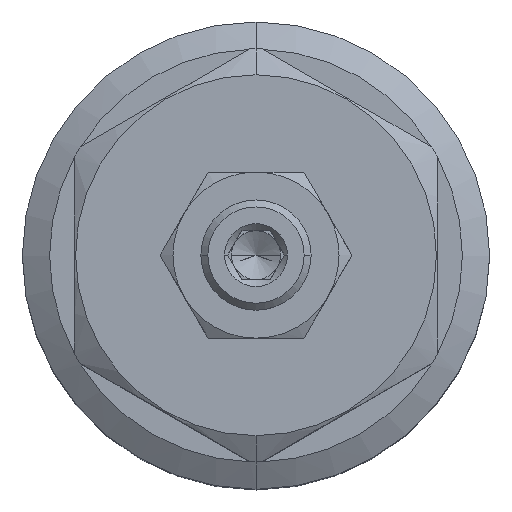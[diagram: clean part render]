
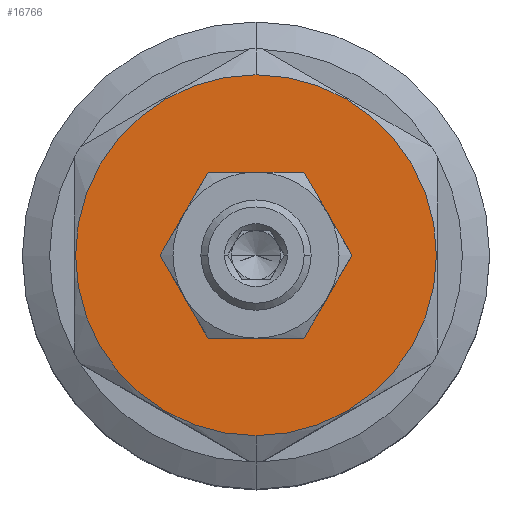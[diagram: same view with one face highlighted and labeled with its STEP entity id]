
A CAD part, top view. The second image highlights one B-rep face of the part: STEP entity #16766.
In plain terms, the highlighted planar face has unit normal (0, 0, 1).
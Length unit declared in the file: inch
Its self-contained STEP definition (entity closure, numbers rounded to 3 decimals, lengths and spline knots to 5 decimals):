
#7878=CARTESIAN_POINT('',(0.,0.,6.896));
#7879=DIRECTION('',(0.,0.,1.));
#7880=DIRECTION('',(0.,-1.,0.));
#7881=AXIS2_PLACEMENT_3D('',#7878,#7879,#7880);
#7883=CARTESIAN_POINT('',(0.,0.,6.896));
#7884=DIRECTION('',(0.,0.,1.));
#7885=DIRECTION('',(0.,1.,0.));
#7886=AXIS2_PLACEMENT_3D('',#7883,#7884,#7885);
#7888=CARTESIAN_POINT('',(0.,0.,6.896));
#7889=DIRECTION('',(0.,0.,1.));
#7890=DIRECTION('',(0.867,-0.498,0.));
#7891=AXIS2_PLACEMENT_3D('',#7888,#7889,#7890);
#7893=DIRECTION('',(-0.5,0.866,0.));
#7894=VECTOR('',#7893,0.00179);
#7895=CARTESIAN_POINT('',(0.32218,0.18497,6.896));
#7896=LINE('',#7895,#7894);
#7897=CARTESIAN_POINT('',(0.,0.,6.896));
#7898=DIRECTION('',(0.,0.,1.));
#7899=DIRECTION('',(0.865,0.502,0.));
#7900=AXIS2_PLACEMENT_3D('',#7897,#7898,#7899);
#7902=DIRECTION('',(-1.,0.,0.));
#7903=VECTOR('',#7902,0.00179);
#7904=CARTESIAN_POINT('',(0.0009,0.3715,6.896));
#7905=LINE('',#7904,#7903);
#7906=CARTESIAN_POINT('',(0.,0.,6.896));
#7907=DIRECTION('',(0.,0.,1.));
#7908=DIRECTION('',(-0.002,1.,0.));
#7909=AXIS2_PLACEMENT_3D('',#7906,#7907,#7908);
#7911=DIRECTION('',(-0.5,-0.866,0.));
#7912=VECTOR('',#7911,0.00179);
#7913=CARTESIAN_POINT('',(-0.32128,0.18653,6.896));
#7914=LINE('',#7913,#7912);
#7915=CARTESIAN_POINT('',(0.,0.,6.896));
#7916=DIRECTION('',(0.,0.,1.));
#7917=DIRECTION('',(-0.867,0.498,0.));
#7918=AXIS2_PLACEMENT_3D('',#7915,#7916,#7917);
#7920=DIRECTION('',(0.5,-0.866,0.));
#7921=VECTOR('',#7920,0.00179);
#7922=CARTESIAN_POINT('',(-0.32218,-0.18497,6.896));
#7923=LINE('',#7922,#7921);
#7924=CARTESIAN_POINT('',(0.,0.,6.896));
#7925=DIRECTION('',(0.,0.,1.));
#7926=DIRECTION('',(-0.865,-0.502,0.));
#7927=AXIS2_PLACEMENT_3D('',#7924,#7925,#7926);
#7929=DIRECTION('',(1.,0.,0.));
#7930=VECTOR('',#7929,0.00179);
#7931=CARTESIAN_POINT('',(-0.0009,-0.3715,6.896));
#7932=LINE('',#7931,#7930);
#7933=CARTESIAN_POINT('',(0.,0.,6.896));
#7934=DIRECTION('',(0.,0.,1.));
#7935=DIRECTION('',(0.002,-1.,0.));
#7936=AXIS2_PLACEMENT_3D('',#7933,#7934,#7935);
#7938=DIRECTION('',(0.5,0.866,0.));
#7939=VECTOR('',#7938,0.00179);
#7940=CARTESIAN_POINT('',(0.32128,-0.18653,6.896));
#7941=LINE('',#7940,#7939);
#9582=CARTESIAN_POINT('',(0.,-0.807,6.896));
#9583=CARTESIAN_POINT('',(0.,0.807,6.896));
#9584=VERTEX_POINT('',#9582);
#9585=VERTEX_POINT('',#9583);
#9821=CARTESIAN_POINT('',(0.32218,-0.18497,6.896));
#9822=CARTESIAN_POINT('',(0.32218,0.18497,6.896));
#9823=VERTEX_POINT('',#9821);
#9824=VERTEX_POINT('',#9822);
#9825=CARTESIAN_POINT('',(0.32128,0.18653,6.896));
#9826=CARTESIAN_POINT('',(0.0009,0.3715,6.896));
#9827=VERTEX_POINT('',#9825);
#9828=VERTEX_POINT('',#9826);
#9829=CARTESIAN_POINT('',(-0.0009,0.3715,6.896));
#9830=CARTESIAN_POINT('',(-0.32128,0.18653,6.896));
#9831=VERTEX_POINT('',#9829);
#9832=VERTEX_POINT('',#9830);
#9833=CARTESIAN_POINT('',(-0.32218,0.18497,6.896));
#9834=CARTESIAN_POINT('',(-0.32218,-0.18497,6.896));
#9835=VERTEX_POINT('',#9833);
#9836=VERTEX_POINT('',#9834);
#9837=CARTESIAN_POINT('',(-0.32128,-0.18653,6.896));
#9838=CARTESIAN_POINT('',(-0.0009,-0.3715,6.896));
#9839=VERTEX_POINT('',#9837);
#9840=VERTEX_POINT('',#9838);
#9841=CARTESIAN_POINT('',(0.0009,-0.3715,6.896));
#9842=CARTESIAN_POINT('',(0.32128,-0.18653,6.896));
#9843=VERTEX_POINT('',#9841);
#9844=VERTEX_POINT('',#9842);
#16731=CARTESIAN_POINT('',(0.,0.,6.896));
#16732=DIRECTION('',(0.,0.,1.));
#16733=DIRECTION('',(0.,1.,0.));
#16734=AXIS2_PLACEMENT_3D('',#16731,#16732,#16733);
#16735=PLANE('',#16734);
#16736=ORIENTED_EDGE('',*,*,#16501,.F.);
#16737=ORIENTED_EDGE('',*,*,#16722,.F.);
#16738=EDGE_LOOP('',(#16736,#16737));
#16739=FACE_OUTER_BOUND('',#16738,.F.);
#16741=ORIENTED_EDGE('',*,*,#16740,.T.);
#16743=ORIENTED_EDGE('',*,*,#16742,.T.);
#16745=ORIENTED_EDGE('',*,*,#16744,.T.);
#16747=ORIENTED_EDGE('',*,*,#16746,.T.);
#16749=ORIENTED_EDGE('',*,*,#16748,.T.);
#16751=ORIENTED_EDGE('',*,*,#16750,.T.);
#16753=ORIENTED_EDGE('',*,*,#16752,.T.);
#16755=ORIENTED_EDGE('',*,*,#16754,.T.);
#16757=ORIENTED_EDGE('',*,*,#16756,.T.);
#16759=ORIENTED_EDGE('',*,*,#16758,.T.);
#16761=ORIENTED_EDGE('',*,*,#16760,.T.);
#16763=ORIENTED_EDGE('',*,*,#16762,.T.);
#16764=EDGE_LOOP('',(#16741,#16743,#16745,#16747,#16749,#16751,#16753,#16755,
#16757,#16759,#16761,#16763));
#16765=FACE_BOUND('',#16764,.F.);
#16766=ADVANCED_FACE('',(#16739,#16765),#16735,.T.);
#7882=CIRCLE('',#7881,0.807);
#7887=CIRCLE('',#7886,0.807);
#7892=CIRCLE('',#7891,0.3715);
#7901=CIRCLE('',#7900,0.3715);
#7910=CIRCLE('',#7909,0.3715);
#7919=CIRCLE('',#7918,0.3715);
#7928=CIRCLE('',#7927,0.3715);
#7937=CIRCLE('',#7936,0.3715);
#16501=EDGE_CURVE('',#9584,#9585,#7882,.T.);
#16722=EDGE_CURVE('',#9585,#9584,#7887,.T.);
#16740=EDGE_CURVE('',#9823,#9824,#7892,.T.);
#16742=EDGE_CURVE('',#9824,#9827,#7896,.T.);
#16744=EDGE_CURVE('',#9827,#9828,#7901,.T.);
#16746=EDGE_CURVE('',#9828,#9831,#7905,.T.);
#16748=EDGE_CURVE('',#9831,#9832,#7910,.T.);
#16750=EDGE_CURVE('',#9832,#9835,#7914,.T.);
#16752=EDGE_CURVE('',#9835,#9836,#7919,.T.);
#16754=EDGE_CURVE('',#9836,#9839,#7923,.T.);
#16756=EDGE_CURVE('',#9839,#9840,#7928,.T.);
#16758=EDGE_CURVE('',#9840,#9843,#7932,.T.);
#16760=EDGE_CURVE('',#9843,#9844,#7937,.T.);
#16762=EDGE_CURVE('',#9844,#9823,#7941,.T.);
